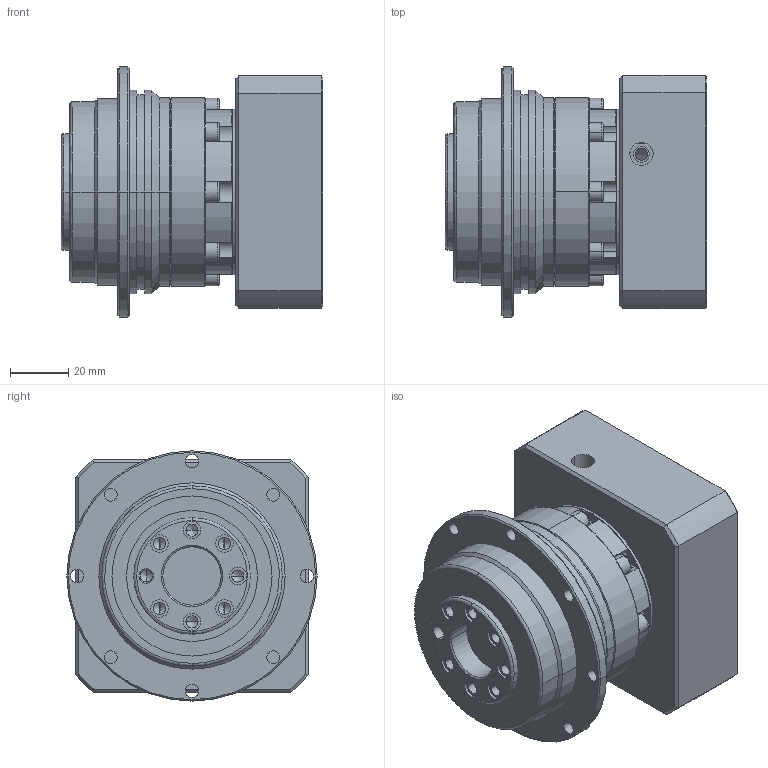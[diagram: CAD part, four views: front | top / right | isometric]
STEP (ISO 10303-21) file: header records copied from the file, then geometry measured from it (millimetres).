
FILE_DESCRIPTION (( 'STEP AP214' ), '1' );
FILE_NAME ('SD064-L1-19-70-90-M5-M6.STEP', '2022-02-19T07:48:36', ( 'admin' ), ( '' ), 'SwSTEP 2.0', 'SolidWorks 2013', '' );
FILE_SCHEMA (( 'AUTOMOTIVE_DESIGN' ));
Length unit declared in the file: millimetre
Products named in the file (4): PB060-70-90M5_X2_6CD55170_X0_; PB060_X2_58F34F537AEF_X0_-19; SD064; SD064-L1-19-70-90-M5-M6
Assembly tree (3 placements, depth 2):
  SD064-L1-19-70-90-M5-M6
    SD064
    PB060_X2_58F34F537AEF_X0_-19
    PB060-70-90M5_X2_6CD55170_X0_
Bounding box: 90 x 86 x 86 mm (x, y, z)
Volume: 296160.6 mm3; surface area: 68921 mm2
Topology: 3 solids, 4 shells, 568 faces, 1387 edges, 826 vertices
Faces by surface type: cylinder 225, plane 176, cone 144, bspline 23
Entity records: 23533 total; most frequent: CARTESIAN_POINT 3909, DIRECTION 2906, ORIENTED_EDGE 2638, EDGE_CURVE 1319, AXIS2_PLACEMENT_3D 1133, VERTEX_POINT 826, EDGE_LOOP 677, VECTOR 640
